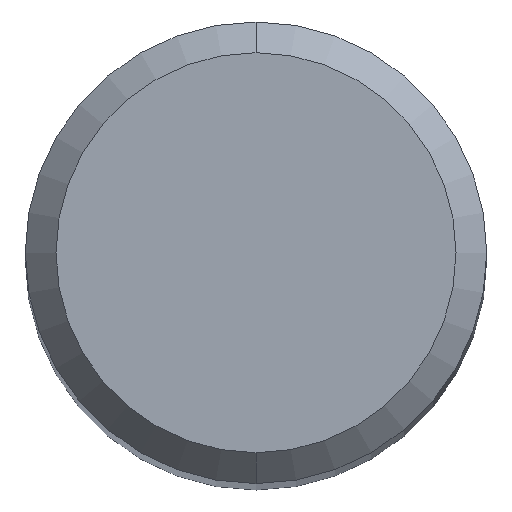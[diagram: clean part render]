
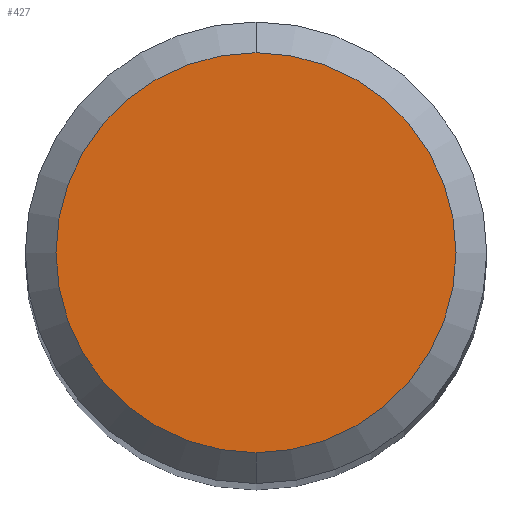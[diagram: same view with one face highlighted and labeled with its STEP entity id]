
A CAD part, top view. The second image highlights one B-rep face of the part: STEP entity #427.
In plain terms, the highlighted planar face has unit normal (0, 0, 1).
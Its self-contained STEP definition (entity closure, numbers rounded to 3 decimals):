
#275=EDGE_CURVE('',#345,#451,#597,.T.);
#329=EDGE_CURVE('',#451,#345,#656,.T.);
#345=VERTEX_POINT('',#672);
#427=ADVANCED_FACE('',(#760),#761,.T.);
#451=VERTEX_POINT('',#787);
#597=CIRCLE('',#1000,2.6);
#656=CIRCLE('',#1111,2.6);
#672=CARTESIAN_POINT('',(0.,-2.6,0.0));
#760=FACE_OUTER_BOUND('',#1332,.T.);
#761=PLANE('',#1333);
#787=CARTESIAN_POINT('',(0.0,2.6,0.0));
#1000=AXIS2_PLACEMENT_3D('',#1602,#1603,#1604);
#1111=AXIS2_PLACEMENT_3D('',#1674,#1675,#1676);
#1332=EDGE_LOOP('',(#1767,#1768));
#1333=AXIS2_PLACEMENT_3D('',#1769,#1770,#1771);
#1602=CARTESIAN_POINT('',(0.0,0.0,0.0));
#1603=DIRECTION('',(0.0,0.0,-1.0));
#1604=DIRECTION('',(0.0,1.0,0.0));
#1674=CARTESIAN_POINT('',(0.0,0.0,0.0));
#1675=DIRECTION('',(0.0,0.0,-1.0));
#1676=DIRECTION('',(0.0,1.0,0.0));
#1767=ORIENTED_EDGE('',*,*,#329,.F.);
#1768=ORIENTED_EDGE('',*,*,#275,.F.);
#1769=CARTESIAN_POINT('',(0.0,1.3,0.0));
#1770=DIRECTION('',(-0.0,0.0,1.0));
#1771=DIRECTION('',(0.0,-1.0,0.0));
